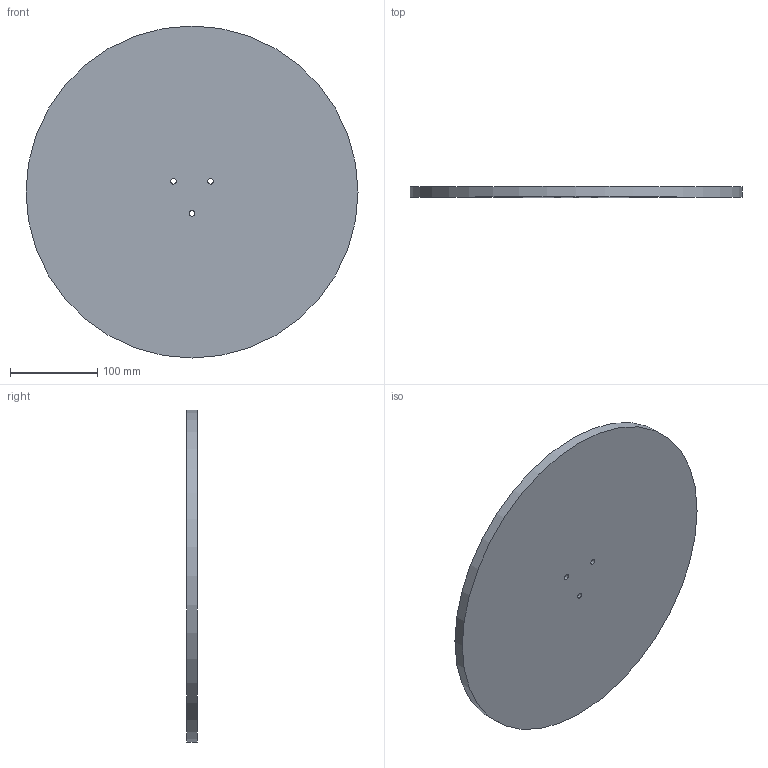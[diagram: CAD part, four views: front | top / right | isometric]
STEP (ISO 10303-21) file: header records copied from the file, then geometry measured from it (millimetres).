
FILE_DESCRIPTION (( 'STEP AP214' ), '1' );
FILE_NAME ('am-4497 Carousel Top.STEP', '2021-04-19T19:50:22', ( '' ), ( '' ), 'SwSTEP 2.0', 'SolidWorks 2019', '' );
FILE_SCHEMA (( 'AUTOMOTIVE_DESIGN' ));
Length unit declared in the file: inch
Products named in the file (1): am-4497 Carousel Top
Bounding box: 381 x 12 x 381 mm (x, y, z)
Volume: 1366905.4 mm3; surface area: 242919.2 mm2
Topology: 1 solids, 1 shells, 6 faces, 12 edges, 8 vertices
Faces by surface type: cylinder 4, plane 2
Full cylindrical faces by diameter (mm): 6.528 x3, 381 x1
Entity records: 196 total; most frequent: DIRECTION 30, CARTESIAN_POINT 23, ORIENTED_EDGE 16, EDGE_LOOP 16, AXIS2_PLACEMENT_3D 15, FACE_OUTER_BOUND 10, VERTEX_POINT 8, CIRCLE 8
